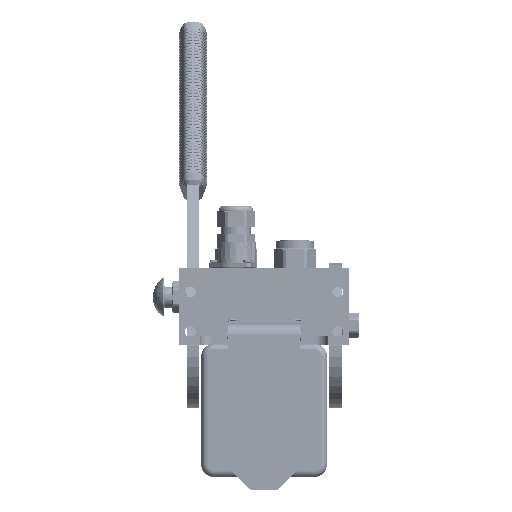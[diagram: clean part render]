
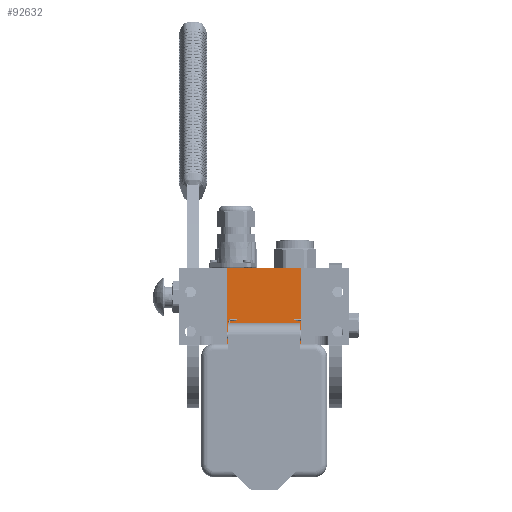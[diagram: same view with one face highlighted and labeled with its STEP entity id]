
A CAD part, left-side view. The second image highlights one B-rep face of the part: STEP entity #92632.
In plain terms, the highlighted face is planar.
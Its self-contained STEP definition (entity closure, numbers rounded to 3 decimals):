
#5054 = ORIENTED_EDGE ( 'NONE', *, *, #5909, .F. ) ;
#5074 = ORIENTED_EDGE ( 'NONE', *, *, #54921, .T. ) ;
#5909 = EDGE_CURVE ( 'NONE', #150110, #83417, #66413, .T. ) ;
#7783 = CARTESIAN_POINT ( 'NONE',  ( 29., 0., -107.5 ) ) ;
#12666 = VERTEX_POINT ( 'NONE', #16983 ) ;
#12948 = DIRECTION ( 'NONE',  ( 0., 0., -1. ) ) ;
#16983 = CARTESIAN_POINT ( 'NONE',  ( -29., 60.2, -107.5 ) ) ;
#26364 = DIRECTION ( 'NONE',  ( 0., 1., 0. ) ) ;
#26812 = VERTEX_POINT ( 'NONE', #204963 ) ;
#28967 = LINE ( 'NONE', #82380, #123337 ) ;
#34042 = VECTOR ( 'NONE', #26364, 1000. ) ;
#34273 = CARTESIAN_POINT ( 'NONE',  ( 29., 0., -107.5 ) ) ;
#39108 = VECTOR ( 'NONE', #94836, 1000. ) ;
#41579 = ORIENTED_EDGE ( 'NONE', *, *, #159835, .F. ) ;
#41672 = CARTESIAN_POINT ( 'NONE',  ( -29., 0., -107.5 ) ) ;
#54921 = EDGE_CURVE ( 'NONE', #150110, #26812, #131434, .T. ) ;
#61521 = PLANE ( 'NONE',  #193828 ) ;
#66413 = LINE ( 'NONE', #112826, #39108 ) ;
#81709 = DIRECTION ( 'NONE',  ( -1., 0., 0. ) ) ;
#82380 = CARTESIAN_POINT ( 'NONE',  ( 29., 60.2, -107.5 ) ) ;
#83417 = VERTEX_POINT ( 'NONE', #191936 ) ;
#92632 = ADVANCED_FACE ( 'NONE', ( #121084 ), #61521, .T. ) ;
#92714 = CARTESIAN_POINT ( 'NONE',  ( 29., 0., -107.5 ) ) ;
#94836 = DIRECTION ( 'NONE',  ( 0., 1., 0. ) ) ;
#101133 = LINE ( 'NONE', #41672, #34042 ) ;
#112826 = CARTESIAN_POINT ( 'NONE',  ( 29., 0., -107.5 ) ) ;
#121084 = FACE_OUTER_BOUND ( 'NONE', #127913, .T. ) ;
#123337 = VECTOR ( 'NONE', #81709, 1000. ) ;
#127913 = EDGE_LOOP ( 'NONE', ( #182593, #41579, #5054, #5074 ) ) ;
#131434 = LINE ( 'NONE', #7783, #163614 ) ;
#141188 = DIRECTION ( 'NONE',  ( -1., 0., 0. ) ) ;
#150110 = VERTEX_POINT ( 'NONE', #34273 ) ;
#159835 = EDGE_CURVE ( 'NONE', #83417, #12666, #28967, .T. ) ;
#163614 = VECTOR ( 'NONE', #182584, 1000. ) ;
#176357 = EDGE_CURVE ( 'NONE', #26812, #12666, #101133, .T. ) ;
#182584 = DIRECTION ( 'NONE',  ( -1., 0., 0. ) ) ;
#182593 = ORIENTED_EDGE ( 'NONE', *, *, #176357, .T. ) ;
#191936 = CARTESIAN_POINT ( 'NONE',  ( 29., 60.2, -107.5 ) ) ;
#193828 = AXIS2_PLACEMENT_3D ( 'NONE', #92714, #12948, #141188 ) ;
#204963 = CARTESIAN_POINT ( 'NONE',  ( -29., 0., -107.5 ) ) ;
